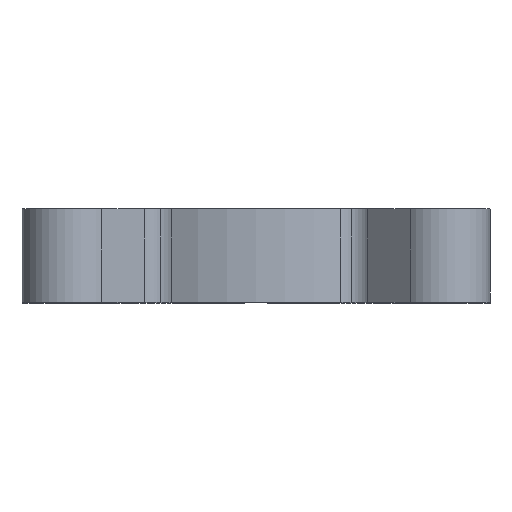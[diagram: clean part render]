
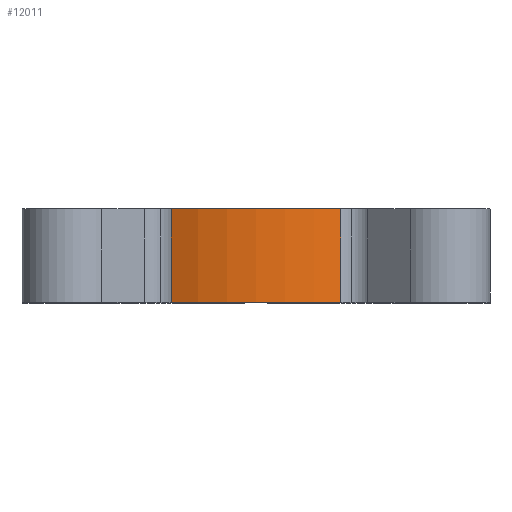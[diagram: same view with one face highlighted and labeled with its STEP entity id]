
A CAD part, top view. The second image highlights one B-rep face of the part: STEP entity #12011.
In plain terms, the highlighted cylindrical face has radius 16.5 mm (diameter 33 mm), a partial arc.
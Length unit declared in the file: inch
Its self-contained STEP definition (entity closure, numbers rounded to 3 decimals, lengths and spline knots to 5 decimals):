
#1234 = EDGE_CURVE ( 'NONE', #8955, #9766, #2113, .T. ) ;
#1769 = VECTOR ( 'NONE', #23373, 39.37008 ) ;
#2113 = LINE ( 'NONE', #25666, #1769 ) ;
#2494 = ORIENTED_EDGE ( 'NONE', *, *, #2676, .T. ) ;
#2676 = EDGE_CURVE ( 'NONE', #9766, #14511, #8098, .T. ) ;
#3100 = CARTESIAN_POINT ( 'NONE',  ( 0.28554, 0.31496, 0.58349 ) ) ;
#3355 = AXIS2_PLACEMENT_3D ( 'NONE', #7499, #27933, #23381 ) ;
#4163 = DIRECTION ( 'NONE',  ( 0., 1., 0. ) ) ;
#4348 = DIRECTION ( 'NONE',  ( 0., 0., 1. ) ) ;
#5317 = LINE ( 'NONE', #3100, #8851 ) ;
#5759 = VERTEX_POINT ( 'NONE', #26416 ) ;
#6252 = CARTESIAN_POINT ( 'NONE',  ( 0., 0.31496, 0. ) ) ;
#6412 = CARTESIAN_POINT ( 'NONE',  ( 0.28554, 0., 0.58349 ) ) ;
#7499 = CARTESIAN_POINT ( 'NONE',  ( 0., 0., 0. ) ) ;
#8098 = CIRCLE ( 'NONE', #3355, 0.64961 ) ;
#8851 = VECTOR ( 'NONE', #25532, 39.37008 ) ;
#8955 = VERTEX_POINT ( 'NONE', #23873 ) ;
#9766 = VERTEX_POINT ( 'NONE', #15775 ) ;
#10930 = EDGE_LOOP ( 'NONE', ( #26868, #17085, #2494, #27362 ) ) ;
#11780 = CIRCLE ( 'NONE', #23364, 0.64961 ) ;
#12011 = ADVANCED_FACE ( 'NONE', ( #25431 ), #18367, .T. ) ;
#14511 = VERTEX_POINT ( 'NONE', #6412 ) ;
#14924 = EDGE_CURVE ( 'NONE', #14511, #5759, #5317, .T. ) ;
#15505 = DIRECTION ( 'NONE',  ( 0., -1., 0. ) ) ;
#15775 = CARTESIAN_POINT ( 'NONE',  ( -0.28554, 0., 0.58349 ) ) ;
#15811 = EDGE_CURVE ( 'NONE', #8955, #5759, #11780, .T. ) ;
#17085 = ORIENTED_EDGE ( 'NONE', *, *, #1234, .T. ) ;
#18367 = CYLINDRICAL_SURFACE ( 'NONE', #26637, 0.64961 ) ;
#19973 = DIRECTION ( 'NONE',  ( 0., 0., -1. ) ) ;
#20291 = CARTESIAN_POINT ( 'NONE',  ( 0., 0.31496, 0. ) ) ;
#23364 = AXIS2_PLACEMENT_3D ( 'NONE', #20291, #4163, #4348 ) ;
#23373 = DIRECTION ( 'NONE',  ( 0., -1., 0. ) ) ;
#23381 = DIRECTION ( 'NONE',  ( 0., 0., 1. ) ) ;
#23873 = CARTESIAN_POINT ( 'NONE',  ( -0.28554, 0.31496, 0.58349 ) ) ;
#25431 = FACE_OUTER_BOUND ( 'NONE', #10930, .T. ) ;
#25532 = DIRECTION ( 'NONE',  ( 0., 1., 0. ) ) ;
#25666 = CARTESIAN_POINT ( 'NONE',  ( -0.28554, 0.31496, 0.58349 ) ) ;
#26416 = CARTESIAN_POINT ( 'NONE',  ( 0.28554, 0.31496, 0.58349 ) ) ;
#26637 = AXIS2_PLACEMENT_3D ( 'NONE', #6252, #15505, #19973 ) ;
#26868 = ORIENTED_EDGE ( 'NONE', *, *, #15811, .F. ) ;
#27362 = ORIENTED_EDGE ( 'NONE', *, *, #14924, .T. ) ;
#27933 = DIRECTION ( 'NONE',  ( 0., 1., 0. ) ) ;
